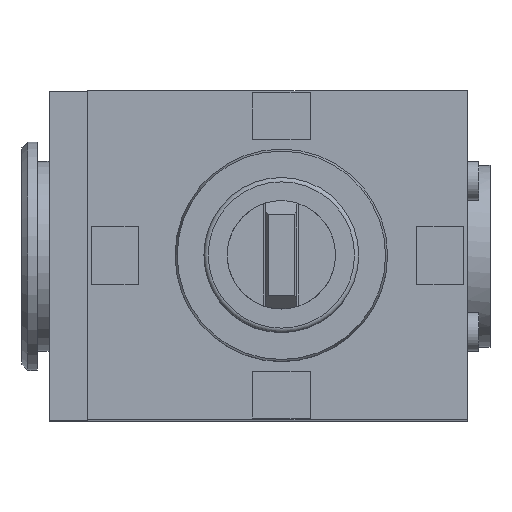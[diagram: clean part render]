
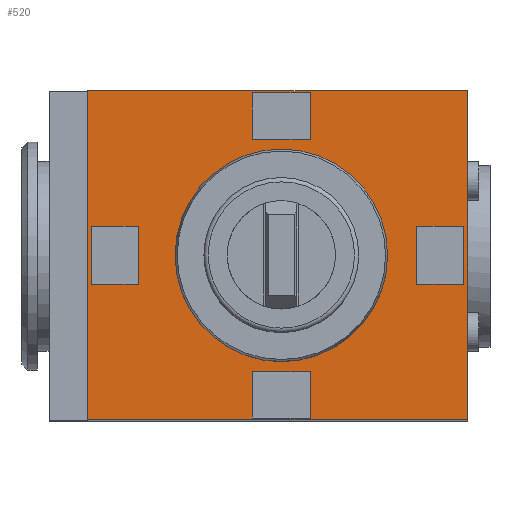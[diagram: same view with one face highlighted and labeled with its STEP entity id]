
A CAD part, top view. The second image highlights one B-rep face of the part: STEP entity #520.
In plain terms, the highlighted planar face has unit normal (0, 0, 1).
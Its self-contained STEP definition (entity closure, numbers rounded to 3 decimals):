
#46=LINE('',#2595,#174);
#68=LINE('',#2677,#196);
#69=LINE('',#2679,#197);
#70=LINE('',#2682,#198);
#71=LINE('',#2684,#199);
#72=LINE('',#2686,#200);
#73=LINE('',#2687,#201);
#74=LINE('',#2690,#202);
#75=LINE('',#2692,#203);
#76=LINE('',#2694,#204);
#77=LINE('',#2697,#205);
#78=LINE('',#2698,#206);
#79=LINE('',#2699,#207);
#80=LINE('',#2702,#208);
#81=LINE('',#2704,#209);
#82=LINE('',#2706,#210);
#83=LINE('',#2707,#211);
#84=LINE('',#2710,#212);
#85=LINE('',#2712,#213);
#86=LINE('',#2714,#214);
#174=VECTOR('',#1790,1.);
#196=VECTOR('',#1858,1.);
#197=VECTOR('',#1861,1.);
#198=VECTOR('',#1862,1.);
#199=VECTOR('',#1863,1.);
#200=VECTOR('',#1864,1.);
#201=VECTOR('',#1865,1.);
#202=VECTOR('',#1866,1.);
#203=VECTOR('',#1867,1.);
#204=VECTOR('',#1868,1.);
#205=VECTOR('',#1871,1.);
#206=VECTOR('',#1872,1.);
#207=VECTOR('',#1873,1.);
#208=VECTOR('',#1874,1.);
#209=VECTOR('',#1875,1.);
#210=VECTOR('',#1876,1.);
#211=VECTOR('',#1877,1.);
#212=VECTOR('',#1878,1.);
#213=VECTOR('',#1879,1.);
#214=VECTOR('',#1880,1.);
#397=PLANE('',#1639);
#476=CIRCLE('',#1638,27.45);
#520=ADVANCED_FACE('',(#622,#623,#624,#625,#626,#627),#397,.T.);
#622=FACE_BOUND('',#687,.T.);
#623=FACE_BOUND('',#688,.T.);
#624=FACE_BOUND('',#689,.T.);
#625=FACE_BOUND('',#690,.T.);
#626=FACE_BOUND('',#691,.T.);
#627=FACE_BOUND('',#692,.T.);
#687=EDGE_LOOP('',(#881,#882,#883,#884));
#688=EDGE_LOOP('',(#885,#886,#887,#888));
#689=EDGE_LOOP('',(#889));
#690=EDGE_LOOP('',(#890,#891,#892,#893));
#691=EDGE_LOOP('',(#894,#895,#896,#897));
#692=EDGE_LOOP('',(#898,#899,#900,#901));
#881=ORIENTED_EDGE('',*,*,#1419,.F.);
#882=ORIENTED_EDGE('',*,*,#1420,.F.);
#883=ORIENTED_EDGE('',*,*,#1421,.F.);
#884=ORIENTED_EDGE('',*,*,#1422,.F.);
#885=ORIENTED_EDGE('',*,*,#1423,.F.);
#886=ORIENTED_EDGE('',*,*,#1424,.F.);
#887=ORIENTED_EDGE('',*,*,#1425,.F.);
#888=ORIENTED_EDGE('',*,*,#1426,.F.);
#889=ORIENTED_EDGE('',*,*,#1427,.F.);
#890=ORIENTED_EDGE('',*,*,#1428,.F.);
#891=ORIENTED_EDGE('',*,*,#1418,.F.);
#892=ORIENTED_EDGE('',*,*,#1429,.T.);
#893=ORIENTED_EDGE('',*,*,#1377,.T.);
#894=ORIENTED_EDGE('',*,*,#1430,.F.);
#895=ORIENTED_EDGE('',*,*,#1431,.F.);
#896=ORIENTED_EDGE('',*,*,#1432,.F.);
#897=ORIENTED_EDGE('',*,*,#1433,.F.);
#898=ORIENTED_EDGE('',*,*,#1434,.F.);
#899=ORIENTED_EDGE('',*,*,#1435,.F.);
#900=ORIENTED_EDGE('',*,*,#1436,.F.);
#901=ORIENTED_EDGE('',*,*,#1437,.F.);
#1228=VERTEX_POINT('',#2593);
#1230=VERTEX_POINT('',#2596);
#1265=VERTEX_POINT('',#2674);
#1266=VERTEX_POINT('',#2676);
#1267=VERTEX_POINT('',#2680);
#1268=VERTEX_POINT('',#2681);
#1269=VERTEX_POINT('',#2683);
#1270=VERTEX_POINT('',#2685);
#1271=VERTEX_POINT('',#2688);
#1272=VERTEX_POINT('',#2689);
#1273=VERTEX_POINT('',#2691);
#1274=VERTEX_POINT('',#2693);
#1275=VERTEX_POINT('',#2696);
#1276=VERTEX_POINT('',#2700);
#1277=VERTEX_POINT('',#2701);
#1278=VERTEX_POINT('',#2703);
#1279=VERTEX_POINT('',#2705);
#1280=VERTEX_POINT('',#2708);
#1281=VERTEX_POINT('',#2709);
#1282=VERTEX_POINT('',#2711);
#1283=VERTEX_POINT('',#2713);
#1377=EDGE_CURVE('',#1230,#1228,#46,.T.);
#1418=EDGE_CURVE('',#1266,#1265,#68,.T.);
#1419=EDGE_CURVE('',#1267,#1268,#69,.T.);
#1420=EDGE_CURVE('',#1269,#1267,#70,.T.);
#1421=EDGE_CURVE('',#1270,#1269,#71,.T.);
#1422=EDGE_CURVE('',#1268,#1270,#72,.T.);
#1423=EDGE_CURVE('',#1271,#1272,#73,.T.);
#1424=EDGE_CURVE('',#1273,#1271,#74,.T.);
#1425=EDGE_CURVE('',#1274,#1273,#75,.T.);
#1426=EDGE_CURVE('',#1272,#1274,#76,.T.);
#1427=EDGE_CURVE('',#1275,#1275,#476,.T.);
#1428=EDGE_CURVE('',#1265,#1228,#77,.T.);
#1429=EDGE_CURVE('',#1266,#1230,#78,.T.);
#1430=EDGE_CURVE('',#1276,#1277,#79,.T.);
#1431=EDGE_CURVE('',#1278,#1276,#80,.T.);
#1432=EDGE_CURVE('',#1279,#1278,#81,.T.);
#1433=EDGE_CURVE('',#1277,#1279,#82,.T.);
#1434=EDGE_CURVE('',#1280,#1281,#83,.T.);
#1435=EDGE_CURVE('',#1282,#1280,#84,.T.);
#1436=EDGE_CURVE('',#1283,#1282,#85,.T.);
#1437=EDGE_CURVE('',#1281,#1283,#86,.T.);
#1638=AXIS2_PLACEMENT_3D('',#2695,#1869,#1870);
#1639=AXIS2_PLACEMENT_3D('',#2715,#1881,#1882);
#1790=DIRECTION('',(0.,1.,0.));
#1858=DIRECTION('',(0.,1.,0.));
#1861=DIRECTION('',(0.,1.,0.));
#1862=DIRECTION('',(1.,0.,0.));
#1863=DIRECTION('',(0.,-1.,0.));
#1864=DIRECTION('',(-1.,0.,0.));
#1865=DIRECTION('',(-1.,0.,0.));
#1866=DIRECTION('',(0.,1.,0.));
#1867=DIRECTION('',(1.,0.,0.));
#1868=DIRECTION('',(0.,-1.,0.));
#1869=DIRECTION('',(0.,0.,1.));
#1870=DIRECTION('',(1.,0.,0.));
#1871=DIRECTION('',(1.,0.,0.));
#1872=DIRECTION('',(1.,0.,0.));
#1873=DIRECTION('',(0.,1.,0.));
#1874=DIRECTION('',(1.,0.,0.));
#1875=DIRECTION('',(0.,-1.,0.));
#1876=DIRECTION('',(-1.,0.,0.));
#1877=DIRECTION('',(1.,0.,0.));
#1878=DIRECTION('',(0.,-1.,0.));
#1879=DIRECTION('',(-1.,0.,0.));
#1880=DIRECTION('',(0.,1.,0.));
#1881=DIRECTION('',(0.,0.,1.));
#1882=DIRECTION('',(1.,0.,0.));
#2593=CARTESIAN_POINT('',(48.,42.5,0.));
#2595=CARTESIAN_POINT('',(48.,-42.5,0.));
#2596=CARTESIAN_POINT('',(48.,-42.5,0.));
#2674=CARTESIAN_POINT('',(-50.,42.5,0.));
#2676=CARTESIAN_POINT('',(-50.,-42.5,0.));
#2677=CARTESIAN_POINT('',(-50.,-42.5,0.));
#2679=CARTESIAN_POINT('',(7.483,-42.,0.));
#2680=CARTESIAN_POINT('',(7.483,-42.,0.));
#2681=CARTESIAN_POINT('',(7.483,-30.,0.));
#2682=CARTESIAN_POINT('',(7.483,-42.,0.));
#2683=CARTESIAN_POINT('',(-7.483,-42.,0.));
#2684=CARTESIAN_POINT('',(-7.483,-30.,0.));
#2685=CARTESIAN_POINT('',(-7.483,-30.,0.));
#2686=CARTESIAN_POINT('',(-7.483,-30.,0.));
#2687=CARTESIAN_POINT('',(47.,7.483,0.));
#2688=CARTESIAN_POINT('',(47.,7.483,0.));
#2689=CARTESIAN_POINT('',(35.,7.483,0.));
#2690=CARTESIAN_POINT('',(47.,7.483,0.));
#2691=CARTESIAN_POINT('',(47.,-7.483,0.));
#2692=CARTESIAN_POINT('',(35.,-7.483,0.));
#2693=CARTESIAN_POINT('',(35.,-7.483,0.));
#2694=CARTESIAN_POINT('',(35.,-7.483,0.));
#2695=CARTESIAN_POINT('',(0.,0.,0.));
#2696=CARTESIAN_POINT('',(27.45,0.,0.));
#2697=CARTESIAN_POINT('',(-50.,42.5,0.));
#2698=CARTESIAN_POINT('',(-50.,-42.5,0.));
#2699=CARTESIAN_POINT('',(7.483,30.,0.));
#2700=CARTESIAN_POINT('',(7.483,30.,0.));
#2701=CARTESIAN_POINT('',(7.483,42.,0.));
#2702=CARTESIAN_POINT('',(7.483,30.,0.));
#2703=CARTESIAN_POINT('',(-7.483,30.,0.));
#2704=CARTESIAN_POINT('',(-7.483,42.,0.));
#2705=CARTESIAN_POINT('',(-7.483,42.,0.));
#2706=CARTESIAN_POINT('',(-7.483,42.,0.));
#2707=CARTESIAN_POINT('',(-49.,-7.483,0.));
#2708=CARTESIAN_POINT('',(-49.,-7.483,0.));
#2709=CARTESIAN_POINT('',(-37.,-7.483,0.));
#2710=CARTESIAN_POINT('',(-49.,-7.483,0.));
#2711=CARTESIAN_POINT('',(-49.,7.483,0.));
#2712=CARTESIAN_POINT('',(-37.,7.483,0.));
#2713=CARTESIAN_POINT('',(-37.,7.483,0.));
#2714=CARTESIAN_POINT('',(-37.,7.483,0.));
#2715=CARTESIAN_POINT('',(-50.,-42.5,0.));
